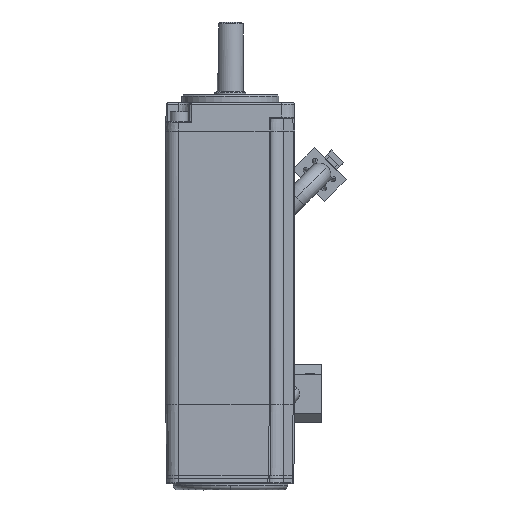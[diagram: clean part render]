
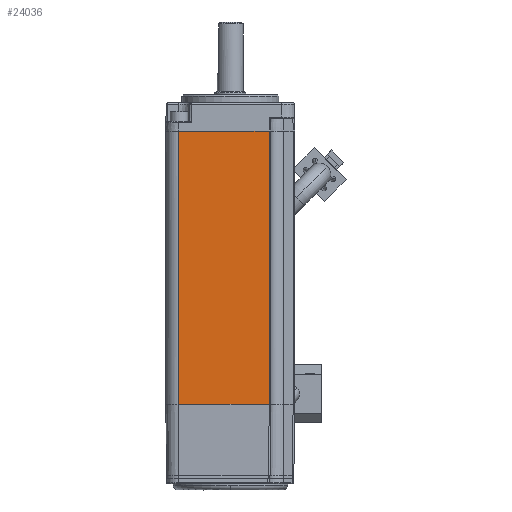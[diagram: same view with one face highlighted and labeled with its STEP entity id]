
A CAD part, front view. The second image highlights one B-rep face of the part: STEP entity #24036.
In plain terms, the highlighted face is planar.
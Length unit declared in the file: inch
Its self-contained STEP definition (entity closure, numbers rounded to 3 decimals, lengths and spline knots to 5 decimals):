
#152 = CARTESIAN_POINT ( 'NONE',  ( -0.7874, -0.22441, -0.47456 ) ) ;
#860 = CARTESIAN_POINT ( 'NONE',  ( -0.78733, -0.22441, -0.47618 ) ) ;
#912 = EDGE_CURVE ( 'NONE', #6996, #8836, #1172, .T. ) ;
#1155 = CARTESIAN_POINT ( 'NONE',  ( -0.7874, 1.44291, 0.62992 ) ) ;
#1172 = LINE ( 'NONE', #3186, #16661 ) ;
#3186 = CARTESIAN_POINT ( 'NONE',  ( -0.7874, -0.22441, 0.07677 ) ) ;
#4450 = CARTESIAN_POINT ( 'NONE',  ( -0.78721, 3.11023, -0.47618 ) ) ;
#5316 = B_SPLINE_CURVE_WITH_KNOTS ( 'NONE', 3,
 ( #4450, #12441, #20308, #6302 ),
 .UNSPECIFIED., .F., .F.,
 ( 4, 4 ),
 ( 0., 1. ),
 .UNSPECIFIED. ) ;
#5746 = PLANE ( 'NONE',  #16642 ) ;
#6302 = CARTESIAN_POINT ( 'NONE',  ( -0.78721, 3.11023, 0.62992 ) ) ;
#6325 = B_SPLINE_CURVE_WITH_KNOTS ( 'NONE', 3,
 ( #22372, #152, #10055, #17753 ),
 .UNSPECIFIED., .F., .F.,
 ( 4, 4 ),
 ( 0., 1. ),
 .UNSPECIFIED. ) ;
#6597 = CARTESIAN_POINT ( 'NONE',  ( -0.78721, 3.11023, -0.47618 ) ) ;
#6933 = EDGE_CURVE ( 'NONE', #8836, #11047, #6325, .T. ) ;
#6996 = VERTEX_POINT ( 'NONE', #21667 ) ;
#7259 = ORIENTED_EDGE ( 'NONE', *, *, #23895, .F. ) ;
#8046 = ORIENTED_EDGE ( 'NONE', *, *, #8797, .F. ) ;
#8187 = FACE_OUTER_BOUND ( 'NONE', #9458, .T. ) ;
#8739 = VERTEX_POINT ( 'NONE', #6597 ) ;
#8785 = CARTESIAN_POINT ( 'NONE',  ( -0.7874, 1.99869, -0.47618 ) ) ;
#8797 = EDGE_CURVE ( 'NONE', #11047, #8739, #17341, .T. ) ;
#8836 = VERTEX_POINT ( 'NONE', #17390 ) ;
#8838 = ORIENTED_EDGE ( 'NONE', *, *, #6933, .F. ) ;
#9458 = EDGE_LOOP ( 'NONE', ( #8046, #8838, #16496, #7259, #10784 ) ) ;
#10055 = CARTESIAN_POINT ( 'NONE',  ( -0.78735, -0.22441, -0.47537 ) ) ;
#10702 = CARTESIAN_POINT ( 'NONE',  ( -0.78733, -0.22441, -0.47618 ) ) ;
#10784 = ORIENTED_EDGE ( 'NONE', *, *, #12980, .F. ) ;
#11047 = VERTEX_POINT ( 'NONE', #10702 ) ;
#12441 = CARTESIAN_POINT ( 'NONE',  ( -0.78702, 3.11023, -0.10748 ) ) ;
#12577 = VERTEX_POINT ( 'NONE', #14591 ) ;
#12980 = EDGE_CURVE ( 'NONE', #8739, #12577, #5316, .T. ) ;
#13651 = DIRECTION ( 'NONE',  ( 0., -1., 0. ) ) ;
#13999 = CARTESIAN_POINT ( 'NONE',  ( -0.7874, 1.44291, 0.07677 ) ) ;
#14591 = CARTESIAN_POINT ( 'NONE',  ( -0.78721, 3.11023, 0.62992 ) ) ;
#15011 = CARTESIAN_POINT ( 'NONE',  ( -0.78721, 3.11023, -0.47618 ) ) ;
#16496 = ORIENTED_EDGE ( 'NONE', *, *, #912, .F. ) ;
#16642 = AXIS2_PLACEMENT_3D ( 'NONE', #13999, #20142, #17789 ) ;
#16661 = VECTOR ( 'NONE', #21415, 39.37008 ) ;
#16771 = VECTOR ( 'NONE', #13651, 39.37008 ) ;
#17341 = B_SPLINE_CURVE_WITH_KNOTS ( 'NONE', 3,
 ( #860, #24884, #8785, #15011 ),
 .UNSPECIFIED., .F., .F.,
 ( 4, 4 ),
 ( 0., 1. ),
 .UNSPECIFIED. ) ;
#17390 = CARTESIAN_POINT ( 'NONE',  ( -0.7874, -0.22441, -0.47376 ) ) ;
#17753 = CARTESIAN_POINT ( 'NONE',  ( -0.78733, -0.22441, -0.47618 ) ) ;
#17789 = DIRECTION ( 'NONE',  ( 0., 0., -1. ) ) ;
#20142 = DIRECTION ( 'NONE',  ( 1., 0., 0. ) ) ;
#20308 = CARTESIAN_POINT ( 'NONE',  ( -0.78702, 3.11023, 0.26122 ) ) ;
#21415 = DIRECTION ( 'NONE',  ( 0., 0., -1. ) ) ;
#21667 = CARTESIAN_POINT ( 'NONE',  ( -0.7874, -0.22441, 0.62992 ) ) ;
#22372 = CARTESIAN_POINT ( 'NONE',  ( -0.7874, -0.22441, -0.47376 ) ) ;
#23734 = LINE ( 'NONE', #1155, #16771 ) ;
#23895 = EDGE_CURVE ( 'NONE', #12577, #6996, #23734, .T. ) ;
#24036 = ADVANCED_FACE ( 'NONE', ( #8187 ), #5746, .F. ) ;
#24884 = CARTESIAN_POINT ( 'NONE',  ( -0.7874, 0.88714, -0.47618 ) ) ;
